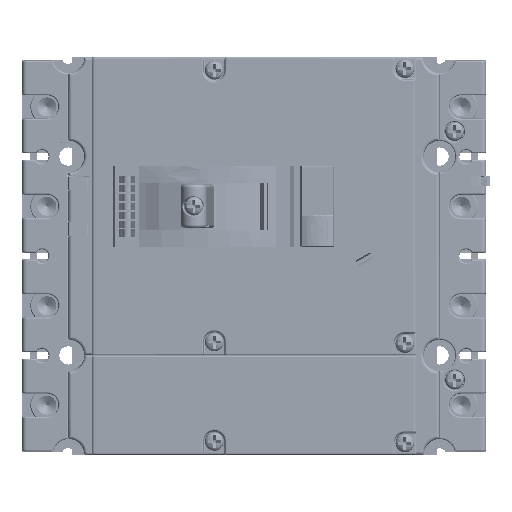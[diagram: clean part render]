
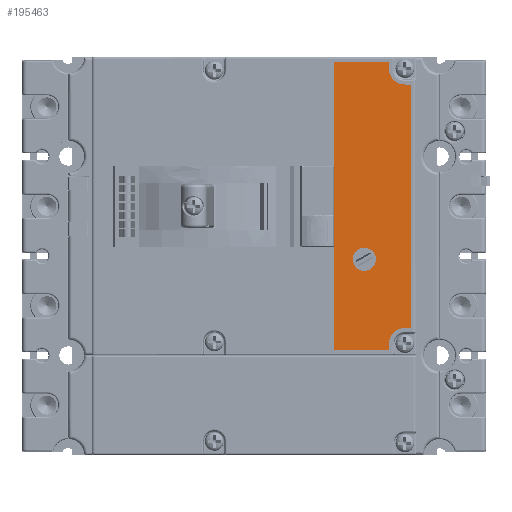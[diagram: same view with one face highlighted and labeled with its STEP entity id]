
A CAD part, left-side view. The second image highlights one B-rep face of the part: STEP entity #195463.
In plain terms, the highlighted planar face has unit normal (-1, 0, 0).
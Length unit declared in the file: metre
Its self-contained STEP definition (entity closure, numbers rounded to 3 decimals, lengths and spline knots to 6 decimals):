
#1091 = LINE ( 'NONE', #221458, #143452 ) ;
#1691 = CARTESIAN_POINT ( 'NONE',  ( -0.0372, -0.062314, -0.04925 ) ) ;
#4039 = ORIENTED_EDGE ( 'NONE', *, *, #169185, .T. ) ;
#7384 = VECTOR ( 'NONE', #242237, 1. ) ;
#9850 = EDGE_CURVE ( 'NONE', #221061, #122681, #1091, .T. ) ;
#16218 = VECTOR ( 'NONE', #206869, 1. ) ;
#18763 = CARTESIAN_POINT ( 'NONE',  ( -0.0372, -0.055564, -0.056 ) ) ;
#24569 = VERTEX_POINT ( 'NONE', #36389 ) ;
#24827 = ORIENTED_EDGE ( 'NONE', *, *, #233682, .T. ) ;
#31656 = ORIENTED_EDGE ( 'NONE', *, *, #103079, .T. ) ;
#34803 = VERTEX_POINT ( 'NONE', #248476 ) ;
#36389 = CARTESIAN_POINT ( 'NONE',  ( -0.0372, -0.048114, -0.025 ) ) ;
#39933 = CARTESIAN_POINT ( 'NONE',  ( -0.0372, -0.060314, -0.04925 ) ) ;
#40652 = CIRCLE ( 'NONE', #206144, 0.0035 ) ;
#44694 = CARTESIAN_POINT ( 'NONE',  ( -0.0372, -0.060314, 0.02425 ) ) ;
#46472 = DIRECTION ( 'NONE',  ( 0., -1., 0. ) ) ;
#47149 = CIRCLE ( 'NONE', #263485, 0.00475 ) ;
#48500 = CARTESIAN_POINT ( 'NONE',  ( -0.0372, -0.060314, -0.04925 ) ) ;
#55823 = VECTOR ( 'NONE', #60517, 1. ) ;
#60517 = DIRECTION ( 'NONE',  ( 0., 0., -1. ) ) ;
#65879 = VECTOR ( 'NONE', #46472, 1. ) ;
#71718 = DIRECTION ( 'NONE',  ( 0., 0., 1. ) ) ;
#83661 = VERTEX_POINT ( 'NONE', #170499 ) ;
#85723 = ORIENTED_EDGE ( 'NONE', *, *, #141328, .T. ) ;
#87392 = LINE ( 'NONE', #242957, #55823 ) ;
#88973 = DIRECTION ( 'NONE',  ( 0., 1., 0. ) ) ;
#89470 = EDGE_CURVE ( 'NONE', #99320, #235946, #89702, .T. ) ;
#89702 = LINE ( 'NONE', #216513, #65879 ) ;
#93678 = DIRECTION ( 'NONE',  ( 0., 0., 1. ) ) ;
#94090 = CARTESIAN_POINT ( 'NONE',  ( -0.0372, -0.062314, 0.02425 ) ) ;
#94572 = PLANE ( 'NONE',  #188238 ) ;
#99320 = VERTEX_POINT ( 'NONE', #165134 ) ;
#100946 = EDGE_CURVE ( 'NONE', #139460, #182648, #155300, .T. ) ;
#101862 = CARTESIAN_POINT ( 'NONE',  ( -0.0372, -0.055564, -0.054 ) ) ;
#103079 = EDGE_CURVE ( 'NONE', #34803, #99320, #87392, .T. ) ;
#106724 = DIRECTION ( 'NONE',  ( 1., 0., 0. ) ) ;
#107877 = ORIENTED_EDGE ( 'NONE', *, *, #272002, .T. ) ;
#109344 = DIRECTION ( 'NONE',  ( 0., 0., -1. ) ) ;
#110235 = CARTESIAN_POINT ( 'NONE',  ( -0.0372, -0.060314, -0.054 ) ) ;
#111146 = LINE ( 'NONE', #1691, #7384 ) ;
#116707 = CARTESIAN_POINT ( 'NONE',  ( -0.0372, -0.055564, -0.056 ) ) ;
#117604 = DIRECTION ( 'NONE',  ( -1., 0., 0. ) ) ;
#118985 = LINE ( 'NONE', #48500, #16218 ) ;
#120488 = CIRCLE ( 'NONE', #277055, 0.0035 ) ;
#122681 = VERTEX_POINT ( 'NONE', #44694 ) ;
#124716 = ORIENTED_EDGE ( 'NONE', *, *, #100946, .T. ) ;
#130439 = DIRECTION ( 'NONE',  ( 1., 0., 0. ) ) ;
#133255 = DIRECTION ( 'NONE',  ( 0., 1., 0. ) ) ;
#134505 = ORIENTED_EDGE ( 'NONE', *, *, #192088, .T. ) ;
#136363 = CARTESIAN_POINT ( 'NONE',  ( -0.0372, 0.000686, 0.0325 ) ) ;
#137609 = VECTOR ( 'NONE', #71718, 1. ) ;
#138315 = VECTOR ( 'NONE', #93678, 1. ) ;
#139460 = VERTEX_POINT ( 'NONE', #168103 ) ;
#141328 = EDGE_CURVE ( 'NONE', #187340, #257701, #149306, .T. ) ;
#143452 = VECTOR ( 'NONE', #88973, 1. ) ;
#144686 = CARTESIAN_POINT ( 'NONE',  ( -0.0372, -0.055564, 0.031 ) ) ;
#146892 = EDGE_CURVE ( 'NONE', #235946, #187340, #165603, .T. ) ;
#149306 = CIRCLE ( 'NONE', #259774, 0.00475 ) ;
#155300 = LINE ( 'NONE', #266269, #137609 ) ;
#157644 = DIRECTION ( 'NONE',  ( 0., 1., 0. ) ) ;
#158005 = DIRECTION ( 'NONE',  ( 0., 0., 1. ) ) ;
#160373 = EDGE_CURVE ( 'NONE', #182648, #34803, #176451, .T. ) ;
#162000 = EDGE_CURVE ( 'NONE', #24569, #177239, #40652, .T. ) ;
#165134 = CARTESIAN_POINT ( 'NONE',  ( -0.0372, -0.039114, -0.056 ) ) ;
#165603 = LINE ( 'NONE', #116707, #138315 ) ;
#168103 = CARTESIAN_POINT ( 'NONE',  ( -0.0372, -0.055564, 0.029 ) ) ;
#169185 = EDGE_CURVE ( 'NONE', #257701, #83661, #118985, .T. ) ;
#170499 = CARTESIAN_POINT ( 'NONE',  ( -0.0372, -0.062314, -0.04925 ) ) ;
#174196 = DIRECTION ( 'NONE',  ( 1., 0., 0. ) ) ;
#176451 = LINE ( 'NONE', #265760, #251438 ) ;
#177239 = VERTEX_POINT ( 'NONE', #255582 ) ;
#179604 = FACE_OUTER_BOUND ( 'NONE', #206974, .T. ) ;
#182648 = VERTEX_POINT ( 'NONE', #144686 ) ;
#187340 = VERTEX_POINT ( 'NONE', #101862 ) ;
#188238 = AXIS2_PLACEMENT_3D ( 'NONE', #136363, #117604, #158005 ) ;
#192088 = EDGE_CURVE ( 'NONE', #83661, #221061, #111146, .T. ) ;
#195463 = ADVANCED_FACE ( 'NONE', ( #179604, #245873 ), #94572, .T. ) ;
#197746 = CARTESIAN_POINT ( 'NONE',  ( -0.0372, -0.048114, -0.0285 ) ) ;
#204835 = ORIENTED_EDGE ( 'NONE', *, *, #160373, .T. ) ;
#206144 = AXIS2_PLACEMENT_3D ( 'NONE', #197746, #242390, #245232 ) ;
#206869 = DIRECTION ( 'NONE',  ( 0., -1., 0. ) ) ;
#206974 = EDGE_LOOP ( 'NONE', ( #249999, #85723, #4039, #134505, #223096, #107877, #124716, #204835, #31656, #260045 ) ) ;
#216513 = CARTESIAN_POINT ( 'NONE',  ( -0.0372, -0.039114, -0.056 ) ) ;
#221061 = VERTEX_POINT ( 'NONE', #94090 ) ;
#221458 = CARTESIAN_POINT ( 'NONE',  ( -0.0372, -0.062314, 0.02425 ) ) ;
#223096 = ORIENTED_EDGE ( 'NONE', *, *, #9850, .T. ) ;
#233682 = EDGE_CURVE ( 'NONE', #177239, #24569, #120488, .T. ) ;
#235946 = VERTEX_POINT ( 'NONE', #18763 ) ;
#237618 = CARTESIAN_POINT ( 'NONE',  ( -0.0372, -0.060314, 0.029 ) ) ;
#242237 = DIRECTION ( 'NONE',  ( 0., 0., 1. ) ) ;
#242390 = DIRECTION ( 'NONE',  ( 1., 0., 0. ) ) ;
#242957 = CARTESIAN_POINT ( 'NONE',  ( -0.0372, -0.039114, 0.031 ) ) ;
#245232 = DIRECTION ( 'NONE',  ( 0., 0., 1. ) ) ;
#245873 = FACE_BOUND ( 'NONE', #246625, .T. ) ;
#246625 = EDGE_LOOP ( 'NONE', ( #24827, #257081 ) ) ;
#248476 = CARTESIAN_POINT ( 'NONE',  ( -0.0372, -0.039114, 0.031 ) ) ;
#249999 = ORIENTED_EDGE ( 'NONE', *, *, #146892, .T. ) ;
#251438 = VECTOR ( 'NONE', #157644, 1. ) ;
#255582 = CARTESIAN_POINT ( 'NONE',  ( -0.0372, -0.048114, -0.032 ) ) ;
#257081 = ORIENTED_EDGE ( 'NONE', *, *, #162000, .T. ) ;
#257701 = VERTEX_POINT ( 'NONE', #39933 ) ;
#259774 = AXIS2_PLACEMENT_3D ( 'NONE', #110235, #130439, #133255 ) ;
#260045 = ORIENTED_EDGE ( 'NONE', *, *, #89470, .T. ) ;
#263485 = AXIS2_PLACEMENT_3D ( 'NONE', #237618, #174196, #109344 ) ;
#265760 = CARTESIAN_POINT ( 'NONE',  ( -0.0372, -0.055564, 0.031 ) ) ;
#266269 = CARTESIAN_POINT ( 'NONE',  ( -0.0372, -0.055564, 0.029 ) ) ;
#272002 = EDGE_CURVE ( 'NONE', #122681, #139460, #47149, .T. ) ;
#277055 = AXIS2_PLACEMENT_3D ( 'NONE', #278314, #106724, #279697 ) ;
#278314 = CARTESIAN_POINT ( 'NONE',  ( -0.0372, -0.048114, -0.0285 ) ) ;
#279697 = DIRECTION ( 'NONE',  ( 0., 0., -1. ) ) ;
